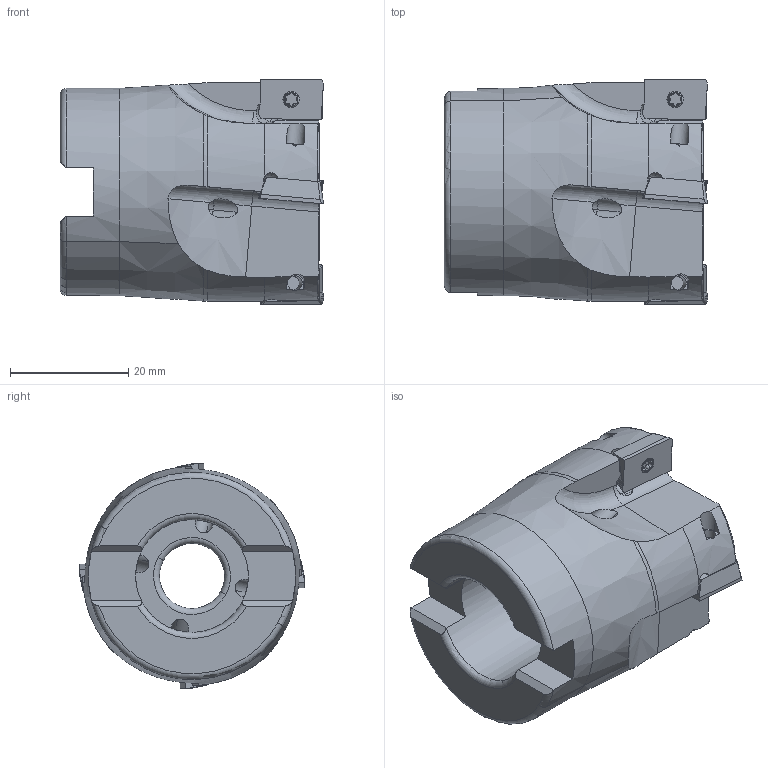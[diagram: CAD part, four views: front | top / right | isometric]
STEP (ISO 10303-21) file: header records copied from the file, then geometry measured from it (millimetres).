
FILE_DESCRIPTION(('CATIA V5 STEP Exchange','CAx-IF Rec.Pracs.--- Model Styling and Organization---1.4--- 2014-01-23'),'2;1');
FILE_NAME('F90-APKT10-D150Z4S075I.stp','2022-12-15T01:14:10+00:00',('none'),('none'),'CATIA Version 5-6 Release 2018 SP6','CATIA V5 STEP AP214','none');
FILE_SCHEMA(('AUTOMOTIVE_DESIGN { 1 0 10303 214 1 1 1 1 }'));
Length unit declared in the file: millimetre
Products named in the file (1): F90-APKT10-D150Z4S075I
Bounding box: 44.45 x 38.04 x 38.04 mm (x, y, z)
Volume: 27552.1 mm3; surface area: 10886.3 mm2
Topology: 9 solids, 9 shells, 430 faces, 1212 edges, 786 vertices
Faces by surface type: plane 172, cylinder 158, cone 48, torus 36, sphere 16
Entity records: 14852 total; most frequent: CARTESIAN_POINT 4668, ORIENTED_EDGE 2408, DIRECTION 1466, EDGE_CURVE 1204, VERTEX_POINT 786, AXIS2_PLACEMENT_3D 726, EDGE_LOOP 450, VECTOR 430
